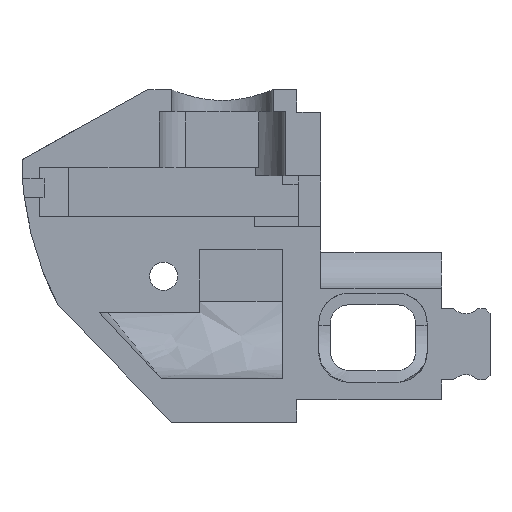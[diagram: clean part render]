
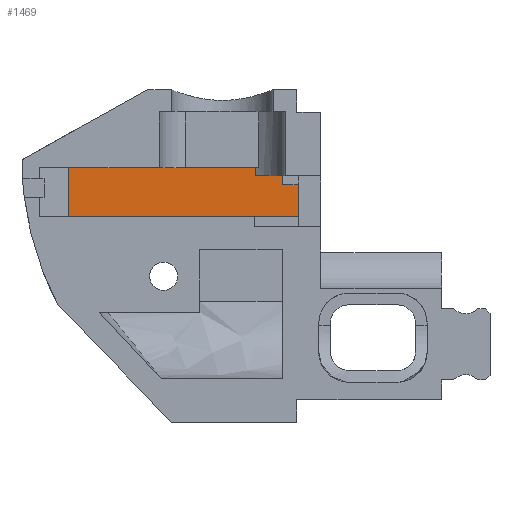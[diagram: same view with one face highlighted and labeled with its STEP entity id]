
A CAD part, front view. The second image highlights one B-rep face of the part: STEP entity #1469.
In plain terms, the highlighted planar face has unit normal (0, -1, 0).
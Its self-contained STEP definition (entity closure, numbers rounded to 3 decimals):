
#114=PLANE('',#1569);
#185=FACE_OUTER_BOUND('',#265,.T.);
#265=EDGE_LOOP('',(#1285,#1286,#1287,#1288,#1289,#1290,#1291,#1292));
#350=LINE('',#2054,#505);
#367=LINE('',#2096,#522);
#380=LINE('',#2122,#535);
#383=LINE('',#2128,#538);
#386=LINE('',#2134,#541);
#390=LINE('',#2141,#545);
#442=LINE('',#4756,#597);
#444=LINE('',#4759,#599);
#505=VECTOR('',#1662,10.);
#522=VECTOR('',#1697,10.);
#535=VECTOR('',#1718,10.);
#538=VECTOR('',#1723,10.);
#541=VECTOR('',#1728,10.);
#545=VECTOR('',#1734,10.);
#597=VECTOR('',#1844,10.);
#599=VECTOR('',#1848,10.);
#669=VERTEX_POINT('',#2051);
#670=VERTEX_POINT('',#2053);
#686=VERTEX_POINT('',#2094);
#694=VERTEX_POINT('',#2119);
#695=VERTEX_POINT('',#2121);
#697=VERTEX_POINT('',#2127);
#699=VERTEX_POINT('',#2133);
#751=VERTEX_POINT('',#4755);
#816=EDGE_CURVE('',#670,#669,#350,.F.);
#837=EDGE_CURVE('',#669,#686,#367,.T.);
#850=EDGE_CURVE('',#694,#695,#380,.T.);
#853=EDGE_CURVE('',#695,#697,#383,.T.);
#856=EDGE_CURVE('',#699,#697,#386,.F.);
#860=EDGE_CURVE('',#686,#699,#390,.F.);
#947=EDGE_CURVE('',#751,#670,#442,.F.);
#949=EDGE_CURVE('',#694,#751,#444,.T.);
#1285=ORIENTED_EDGE('',*,*,#949,.T.);
#1286=ORIENTED_EDGE('',*,*,#947,.T.);
#1287=ORIENTED_EDGE('',*,*,#816,.T.);
#1288=ORIENTED_EDGE('',*,*,#837,.T.);
#1289=ORIENTED_EDGE('',*,*,#860,.T.);
#1290=ORIENTED_EDGE('',*,*,#856,.T.);
#1291=ORIENTED_EDGE('',*,*,#853,.F.);
#1292=ORIENTED_EDGE('',*,*,#850,.F.);
#1469=ADVANCED_FACE('',(#185),#114,.T.);
#1569=AXIS2_PLACEMENT_3D('',#4758,#1846,#1847);
#1662=DIRECTION('',(1.,0.,0.));
#1697=DIRECTION('',(0.,0.,-1.));
#1718=DIRECTION('',(0.,0.,-1.));
#1723=DIRECTION('',(1.,0.,0.));
#1728=DIRECTION('',(0.,0.,-1.));
#1734=DIRECTION('',(-1.,0.,0.));
#1844=DIRECTION('',(0.,0.,-1.));
#1846=DIRECTION('center_axis',(0.,-1.,0.));
#1847=DIRECTION('ref_axis',(0.,0.,1.));
#1848=DIRECTION('',(-1.,0.,0.));
#2051=CARTESIAN_POINT('',(-26.628,8.705,2.99));
#2053=CARTESIAN_POINT('',(-7.301,8.705,2.99));
#2054=CARTESIAN_POINT('',(-28.644,8.705,2.99));
#2094=CARTESIAN_POINT('',(-26.628,8.705,-2.081));
#2096=CARTESIAN_POINT('',(-26.628,8.705,-2.881));
#2119=CARTESIAN_POINT('',(-4.434,8.705,2.13));
#2121=CARTESIAN_POINT('',(-4.434,8.705,1.19));
#2122=CARTESIAN_POINT('',(-4.434,8.705,-0.345));
#2127=CARTESIAN_POINT('',(-2.843,8.705,1.19));
#2128=CARTESIAN_POINT('',(-16.066,8.705,1.19));
#2133=CARTESIAN_POINT('',(-2.843,8.705,-2.081));
#2134=CARTESIAN_POINT('',(-2.843,8.705,-2.481));
#2141=CARTESIAN_POINT('',(-28.644,8.705,-2.081));
#4755=CARTESIAN_POINT('',(-7.301,8.705,2.13));
#4756=CARTESIAN_POINT('',(-7.301,8.705,-0.445));
#4758=CARTESIAN_POINT('Origin',(-27.698,8.705,-2.881));
#4759=CARTESIAN_POINT('',(-17.576,8.705,2.13));
